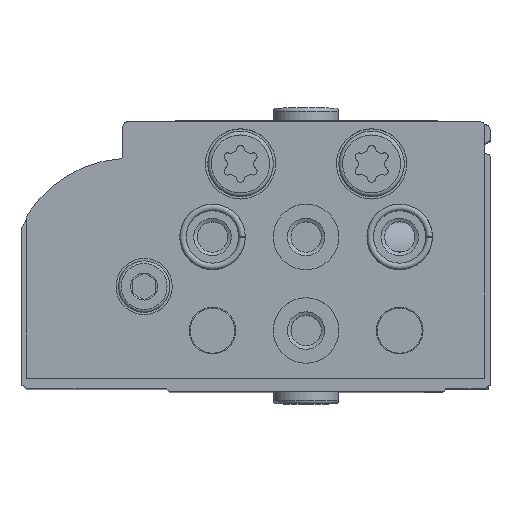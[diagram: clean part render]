
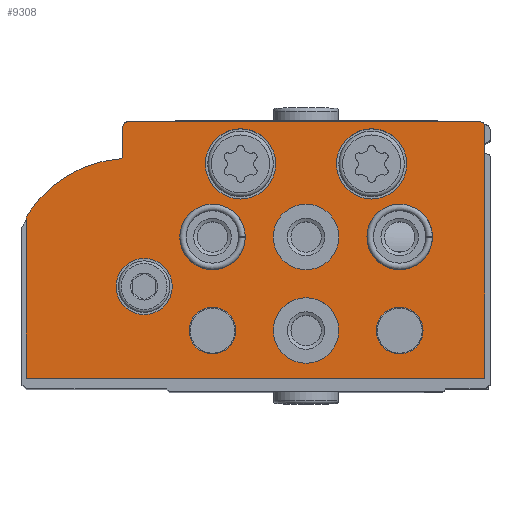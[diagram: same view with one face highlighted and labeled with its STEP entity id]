
A CAD part, top view. The second image highlights one B-rep face of the part: STEP entity #9308.
In plain terms, the highlighted face is planar.
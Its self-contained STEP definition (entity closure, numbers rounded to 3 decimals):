
#275=PLANE('',#10554);
#795=CIRCLE('',#10540,0.5);
#796=CIRCLE('',#10545,1.);
#797=CIRCLE('',#10547,13.);
#798=CIRCLE('',#10549,0.3);
#799=CIRCLE('',#10552,0.5);
#800=CIRCLE('',#10555,3.);
#801=CIRCLE('',#10556,3.75);
#802=CIRCLE('',#10557,3.75);
#803=CIRCLE('',#10558,3.5);
#804=CIRCLE('',#10559,3.5);
#805=CIRCLE('',#10560,3.5);
#806=CIRCLE('',#10561,3.5);
#807=CIRCLE('',#10562,2.5);
#808=CIRCLE('',#10563,2.5);
#1496=LINE('',#16051,#2162);
#1498=LINE('',#16055,#2164);
#1500=LINE('',#16059,#2166);
#1505=LINE('',#16075,#2171);
#1508=LINE('',#16083,#2174);
#2162=VECTOR('',#12968,1000.);
#2164=VECTOR('',#12972,1000.);
#2166=VECTOR('',#12976,1000.);
#2171=VECTOR('',#12995,1000.);
#2174=VECTOR('',#13004,1000.);
#4102=ORIENTED_EDGE('',*,*,#5816,.T.);
#4103=ORIENTED_EDGE('',*,*,#5817,.T.);
#4104=ORIENTED_EDGE('',*,*,#5818,.T.);
#4105=ORIENTED_EDGE('',*,*,#5819,.T.);
#4106=ORIENTED_EDGE('',*,*,#5820,.T.);
#4107=ORIENTED_EDGE('',*,*,#5821,.T.);
#4108=ORIENTED_EDGE('',*,*,#5822,.T.);
#4109=ORIENTED_EDGE('',*,*,#5823,.T.);
#4110=ORIENTED_EDGE('',*,*,#5824,.T.);
#4111=ORIENTED_EDGE('',*,*,#5795,.F.);
#4112=ORIENTED_EDGE('',*,*,#5814,.F.);
#4113=ORIENTED_EDGE('',*,*,#5812,.F.);
#4114=ORIENTED_EDGE('',*,*,#5810,.F.);
#4115=ORIENTED_EDGE('',*,*,#5808,.T.);
#4116=ORIENTED_EDGE('',*,*,#5806,.F.);
#4117=ORIENTED_EDGE('',*,*,#5804,.F.);
#4118=ORIENTED_EDGE('',*,*,#5802,.F.);
#4119=ORIENTED_EDGE('',*,*,#5800,.F.);
#4120=ORIENTED_EDGE('',*,*,#5798,.F.);
#5795=EDGE_CURVE('',#6831,#6832,#795,.T.);
#5798=EDGE_CURVE('',#6832,#6833,#1496,.T.);
#5800=EDGE_CURVE('',#6833,#6834,#1498,.T.);
#5802=EDGE_CURVE('',#6834,#6835,#1500,.T.);
#5804=EDGE_CURVE('',#6835,#6836,#796,.T.);
#5806=EDGE_CURVE('',#6836,#6837,#797,.T.);
#5808=EDGE_CURVE('',#6838,#6837,#798,.T.);
#5810=EDGE_CURVE('',#6838,#6839,#1505,.T.);
#5812=EDGE_CURVE('',#6839,#6840,#799,.T.);
#5814=EDGE_CURVE('',#6840,#6831,#1508,.T.);
#5816=EDGE_CURVE('',#6841,#6841,#800,.T.);
#5817=EDGE_CURVE('',#6842,#6842,#801,.T.);
#5818=EDGE_CURVE('',#6843,#6843,#802,.T.);
#5819=EDGE_CURVE('',#6844,#6844,#803,.T.);
#5820=EDGE_CURVE('',#6845,#6845,#804,.T.);
#5821=EDGE_CURVE('',#6846,#6846,#805,.T.);
#5822=EDGE_CURVE('',#6847,#6847,#806,.T.);
#5823=EDGE_CURVE('',#6848,#6848,#807,.T.);
#5824=EDGE_CURVE('',#6849,#6849,#808,.T.);
#6831=VERTEX_POINT('',#16046);
#6832=VERTEX_POINT('',#16047);
#6833=VERTEX_POINT('',#16052);
#6834=VERTEX_POINT('',#16056);
#6835=VERTEX_POINT('',#16060);
#6836=VERTEX_POINT('',#16064);
#6837=VERTEX_POINT('',#16068);
#6838=VERTEX_POINT('',#16072);
#6839=VERTEX_POINT('',#16076);
#6840=VERTEX_POINT('',#16080);
#6841=VERTEX_POINT('',#16087);
#6842=VERTEX_POINT('',#16089);
#6843=VERTEX_POINT('',#16091);
#6844=VERTEX_POINT('',#16093);
#6845=VERTEX_POINT('',#16095);
#6846=VERTEX_POINT('',#16097);
#6847=VERTEX_POINT('',#16099);
#6848=VERTEX_POINT('',#16101);
#6849=VERTEX_POINT('',#16103);
#7584=EDGE_LOOP('',(#4102));
#7585=EDGE_LOOP('',(#4103));
#7586=EDGE_LOOP('',(#4104));
#7587=EDGE_LOOP('',(#4105));
#7588=EDGE_LOOP('',(#4106));
#7589=EDGE_LOOP('',(#4107));
#7590=EDGE_LOOP('',(#4108));
#7591=EDGE_LOOP('',(#4109));
#7592=EDGE_LOOP('',(#4110));
#7593=EDGE_LOOP('',(#4111,#4112,#4113,#4114,#4115,#4116,#4117,#4118,#4119,
#4120));
#8393=FACE_BOUND('',#7584,.T.);
#8394=FACE_BOUND('',#7585,.T.);
#8395=FACE_BOUND('',#7586,.T.);
#8396=FACE_BOUND('',#7587,.T.);
#8397=FACE_BOUND('',#7588,.T.);
#8398=FACE_BOUND('',#7589,.T.);
#8399=FACE_BOUND('',#7590,.T.);
#8400=FACE_BOUND('',#7591,.T.);
#8401=FACE_BOUND('',#7592,.T.);
#8402=FACE_BOUND('',#7593,.T.);
#9308=ADVANCED_FACE('',(#8393,#8394,#8395,#8396,#8397,#8398,#8399,#8400,
#8401,#8402),#275,.F.);
#10540=AXIS2_PLACEMENT_3D('',#16045,#12962,#12963);
#10545=AXIS2_PLACEMENT_3D('',#16063,#12980,#12981);
#10547=AXIS2_PLACEMENT_3D('',#16067,#12985,#12986);
#10549=AXIS2_PLACEMENT_3D('',#16071,#12990,#12991);
#10552=AXIS2_PLACEMENT_3D('',#16079,#12999,#13000);
#10554=AXIS2_PLACEMENT_3D('',#16085,#13006,#13007);
#10555=AXIS2_PLACEMENT_3D('',#16086,#13008,#13009);
#10556=AXIS2_PLACEMENT_3D('',#16088,#13010,#13011);
#10557=AXIS2_PLACEMENT_3D('',#16090,#13012,#13013);
#10558=AXIS2_PLACEMENT_3D('',#16092,#13014,#13015);
#10559=AXIS2_PLACEMENT_3D('',#16094,#13016,#13017);
#10560=AXIS2_PLACEMENT_3D('',#16096,#13018,#13019);
#10561=AXIS2_PLACEMENT_3D('',#16098,#13020,#13021);
#10562=AXIS2_PLACEMENT_3D('',#16100,#13022,#13023);
#10563=AXIS2_PLACEMENT_3D('',#16102,#13024,#13025);
#12962=DIRECTION('',(0.,0.,1.));
#12963=DIRECTION('',(1.,0.,0.));
#12968=DIRECTION('',(0.,-1.,0.));
#12972=DIRECTION('',(1.,0.,0.));
#12976=DIRECTION('',(0.,1.,0.));
#12980=DIRECTION('',(0.,0.,1.));
#12981=DIRECTION('',(1.,0.,0.));
#12985=DIRECTION('',(0.,0.,1.));
#12986=DIRECTION('',(1.,0.,0.));
#12990=DIRECTION('',(0.,0.,1.));
#12991=DIRECTION('',(1.,0.,0.));
#12995=DIRECTION('',(0.,1.,0.));
#12999=DIRECTION('',(0.,0.,1.));
#13000=DIRECTION('',(1.,0.,0.));
#13004=DIRECTION('',(-1.,0.,0.));
#13006=DIRECTION('',(0.,0.,1.));
#13007=DIRECTION('',(1.,0.,0.));
#13008=DIRECTION('',(0.,0.,1.));
#13009=DIRECTION('',(1.,0.,0.));
#13010=DIRECTION('',(0.,0.,1.));
#13011=DIRECTION('',(1.,0.,0.));
#13012=DIRECTION('',(0.,0.,1.));
#13013=DIRECTION('',(1.,0.,0.));
#13014=DIRECTION('',(0.,0.,1.));
#13015=DIRECTION('',(1.,0.,0.));
#13016=DIRECTION('',(0.,0.,1.));
#13017=DIRECTION('',(1.,0.,0.));
#13018=DIRECTION('',(0.,0.,1.));
#13019=DIRECTION('',(1.,0.,0.));
#13020=DIRECTION('',(0.,0.,1.));
#13021=DIRECTION('',(1.,0.,0.));
#13022=DIRECTION('',(0.,0.,1.));
#13023=DIRECTION('',(1.,0.,0.));
#13024=DIRECTION('',(0.,0.,1.));
#13025=DIRECTION('',(1.,0.,0.));
#16045=CARTESIAN_POINT('',(0.5,26.9,0.));
#16046=CARTESIAN_POINT('',(0.5,27.4,0.));
#16047=CARTESIAN_POINT('',(0.,26.9,0.));
#16051=CARTESIAN_POINT('',(0.,26.9,0.));
#16052=CARTESIAN_POINT('',(0.,0.,0.));
#16055=CARTESIAN_POINT('',(0.,0.,0.));
#16056=CARTESIAN_POINT('',(49.,0.,0.));
#16059=CARTESIAN_POINT('',(49.,0.,0.));
#16060=CARTESIAN_POINT('',(49.,16.98,0.));
#16063=CARTESIAN_POINT('',(48.,16.98,0.));
#16064=CARTESIAN_POINT('',(48.842,17.52,0.));
#16067=CARTESIAN_POINT('',(37.9,10.5,0.));
#16068=CARTESIAN_POINT('',(38.936,23.459,0.));
#16071=CARTESIAN_POINT('',(38.96,23.758,0.));
#16072=CARTESIAN_POINT('',(38.66,23.758,0.));
#16075=CARTESIAN_POINT('',(38.66,23.758,0.));
#16076=CARTESIAN_POINT('',(38.66,26.9,0.));
#16079=CARTESIAN_POINT('',(38.16,26.9,0.));
#16080=CARTESIAN_POINT('',(38.16,27.4,0.));
#16083=CARTESIAN_POINT('',(38.16,27.4,0.));
#16085=CARTESIAN_POINT('',(0.5,26.9,0.));
#16086=CARTESIAN_POINT('',(36.4,9.8,0.));
#16087=CARTESIAN_POINT('',(39.4,9.8,0.));
#16088=CARTESIAN_POINT('',(26.1,22.9,0.));
#16089=CARTESIAN_POINT('',(29.85,22.9,0.));
#16090=CARTESIAN_POINT('',(12.1,22.9,0.));
#16091=CARTESIAN_POINT('',(15.85,22.9,0.));
#16092=CARTESIAN_POINT('',(29.1,15.1,0.));
#16093=CARTESIAN_POINT('',(32.6,15.1,0.));
#16094=CARTESIAN_POINT('',(19.1,15.1,0.));
#16095=CARTESIAN_POINT('',(22.6,15.1,0.));
#16096=CARTESIAN_POINT('',(9.1,15.1,0.));
#16097=CARTESIAN_POINT('',(12.6,15.1,0.));
#16098=CARTESIAN_POINT('',(19.1,5.1,0.));
#16099=CARTESIAN_POINT('',(22.6,5.1,0.));
#16100=CARTESIAN_POINT('',(29.1,5.1,0.));
#16101=CARTESIAN_POINT('',(31.6,5.1,0.));
#16102=CARTESIAN_POINT('',(9.1,5.1,0.));
#16103=CARTESIAN_POINT('',(11.6,5.1,0.));
